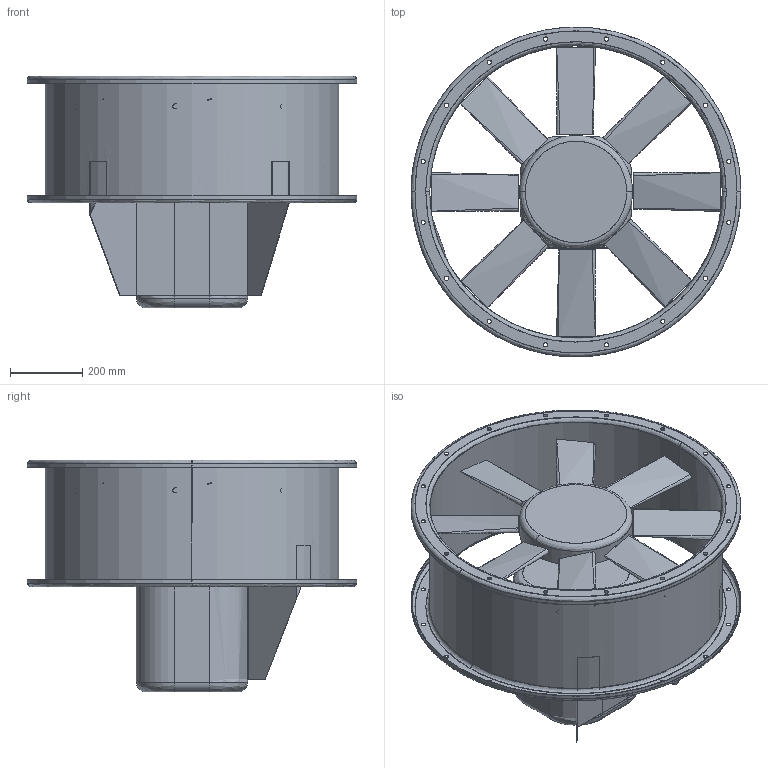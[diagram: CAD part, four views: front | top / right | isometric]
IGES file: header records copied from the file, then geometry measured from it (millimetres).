
Start section: SolidWorks IGES file using analytic representation for surfaces
Global section: file name: CC-ATX_800.IGS; native system: SolidWorks 2022; preprocessor: SolidWorks 2022; author: ferlenga; date: 221220.174221; units: millimetre
Bounding box: 910 x 910 x 640 mm (x, y, z)
Surface area: 4076203.9 mm2 (no closed solid volume)
Topology: 0 solids, 0 shells, 214 faces, 3872 edges, 3872 vertices
Faces by surface type: revolution 110, bspline 104
